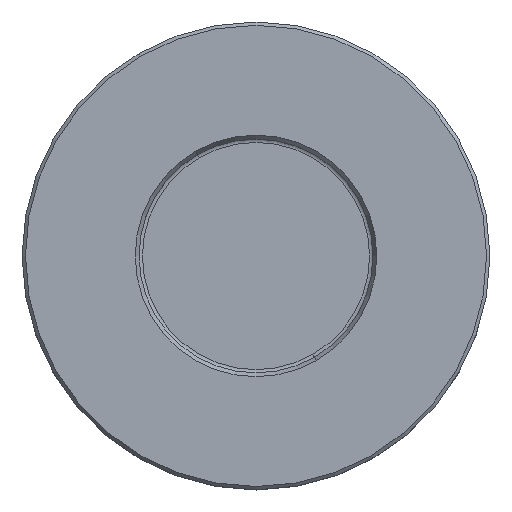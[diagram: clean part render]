
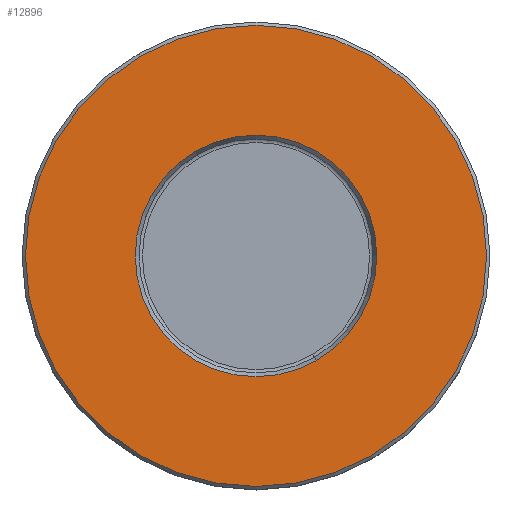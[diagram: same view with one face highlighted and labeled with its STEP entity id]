
A CAD part, top view. The second image highlights one B-rep face of the part: STEP entity #12896.
In plain terms, the highlighted planar face has unit normal (0, 0, 1).
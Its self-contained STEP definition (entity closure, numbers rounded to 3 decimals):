
#224=CARTESIAN_POINT('',(0.,0.,41.));
#225=DIRECTION('',(0.,0.,1.));
#226=DIRECTION('',(-0.5,0.866,0.));
#227=AXIS2_PLACEMENT_3D('',#224,#225,#226);
#232=CARTESIAN_POINT('',(0.,0.,41.));
#233=DIRECTION('',(0.,0.,-1.));
#234=DIRECTION('',(-0.5,0.866,0.));
#235=AXIS2_PLACEMENT_3D('',#232,#233,#234);
#254=CARTESIAN_POINT('',(0.,0.,41.));
#255=DIRECTION('',(0.,0.,-1.));
#256=DIRECTION('',(-0.5,0.866,0.));
#257=AXIS2_PLACEMENT_3D('',#254,#255,#256);
#262=CARTESIAN_POINT('',(0.,0.,41.));
#263=DIRECTION('',(0.,0.,1.));
#264=DIRECTION('',(-0.5,0.866,0.));
#265=AXIS2_PLACEMENT_3D('',#262,#263,#264);
#12593=CARTESIAN_POINT('',(-9.039,15.655,41.));
#12594=VERTEX_POINT('',#12593);
#12595=CARTESIAN_POINT('',(-17.25,29.878,41.));
#12597=VERTEX_POINT('',#12595);
#12653=CARTESIAN_POINT('',(9.039,-15.655,41.));
#12654=VERTEX_POINT('',#12653);
#12655=CARTESIAN_POINT('',(17.25,-29.878,41.));
#12657=VERTEX_POINT('',#12655);
#12881=CARTESIAN_POINT('',(0.,0.,41.));
#12882=DIRECTION('',(0.,0.,1.));
#12883=DIRECTION('',(0.5,-0.866,0.));
#12884=AXIS2_PLACEMENT_3D('',#12881,#12882,#12883);
#12885=PLANE('',#12884);
#12887=ORIENTED_EDGE('',*,*,#12886,.T.);
#12889=ORIENTED_EDGE('',*,*,#12888,.F.);
#12890=EDGE_LOOP('',(#12887,#12889));
#12891=FACE_OUTER_BOUND('',#12890,.F.);
#12892=ORIENTED_EDGE('',*,*,#12863,.T.);
#12893=ORIENTED_EDGE('',*,*,#12874,.F.);
#12894=EDGE_LOOP('',(#12892,#12893));
#12895=FACE_BOUND('',#12894,.F.);
#12896=ADVANCED_FACE('',(#12891,#12895),#12885,.T.);
#228=CIRCLE('',#227,18.077);
#236=CIRCLE('',#235,18.077);
#258=CIRCLE('',#257,34.5);
#266=CIRCLE('',#265,34.5);
#12863=EDGE_CURVE('',#12594,#12654,#228,.T.);
#12874=EDGE_CURVE('',#12594,#12654,#236,.T.);
#12886=EDGE_CURVE('',#12597,#12657,#258,.T.);
#12888=EDGE_CURVE('',#12597,#12657,#266,.T.);
